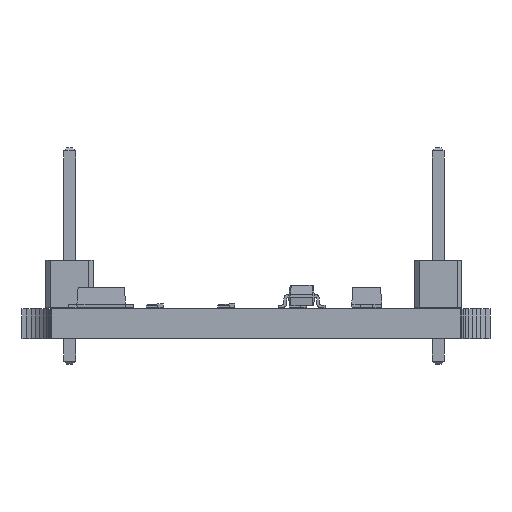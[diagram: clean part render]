
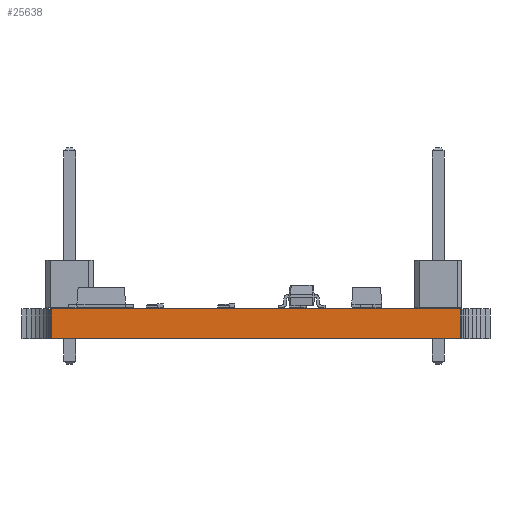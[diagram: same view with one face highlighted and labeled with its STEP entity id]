
A CAD part, front view. The second image highlights one B-rep face of the part: STEP entity #25638.
In plain terms, the highlighted planar face has unit normal (0, -1, 0).
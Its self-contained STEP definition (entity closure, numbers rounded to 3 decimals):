
#19798 = PLANE('',#19799);
#19799 = AXIS2_PLACEMENT_3D('',#19800,#19801,#19802);
#19800 = CARTESIAN_POINT('',(0.,0.,1.6)
  );
#19801 = DIRECTION('',(-0.,-0.,-1.));
#19802 = DIRECTION('',(-1.,0.,0.));
#19852 = PLANE('',#19853);
#19853 = AXIS2_PLACEMENT_3D('',#19854,#19855,#19856);
#19854 = CARTESIAN_POINT('',(0.,0.,0.));
#19855 = DIRECTION('',(-0.,-0.,-1.));
#19856 = DIRECTION('',(-1.,0.,0.));
#20493 = VERTEX_POINT('',#20494);
#20494 = CARTESIAN_POINT('',(10.9,-27.5,0.));
#20508 = PLANE('',#20509);
#20509 = AXIS2_PLACEMENT_3D('',#20510,#20511,#20512);
#20510 = CARTESIAN_POINT('',(10.92,-27.25,0.));
#20511 = DIRECTION('',(0.997,-0.078,0.));
#20512 = DIRECTION('',(-0.078,-0.997,0.));
#20520 = EDGE_CURVE('',#20493,#20521,#20523,.T.);
#20521 = VERTEX_POINT('',#20522);
#20522 = CARTESIAN_POINT('',(-10.9,-27.5,0.));
#20523 = SURFACE_CURVE('',#20524,(#20528,#20535),.PCURVE_S1.);
#20524 = LINE('',#20525,#20526);
#20525 = CARTESIAN_POINT('',(10.9,-27.5,0.));
#20526 = VECTOR('',#20527,1.);
#20527 = DIRECTION('',(-1.,0.,0.));
#20528 = PCURVE('',#19852,#20529);
#20529 = DEFINITIONAL_REPRESENTATION('',(#20530),#20534);
#20530 = LINE('',#20531,#20532);
#20531 = CARTESIAN_POINT('',(-10.9,-27.5));
#20532 = VECTOR('',#20533,1.);
#20533 = DIRECTION('',(1.,0.));
#20534 = ( GEOMETRIC_REPRESENTATION_CONTEXT(2) 
PARAMETRIC_REPRESENTATION_CONTEXT() REPRESENTATION_CONTEXT('2D SPACE',''
  ) );
#20535 = PCURVE('',#20536,#20541);
#20536 = PLANE('',#20537);
#20537 = AXIS2_PLACEMENT_3D('',#20538,#20539,#20540);
#20538 = CARTESIAN_POINT('',(10.9,-27.5,0.));
#20539 = DIRECTION('',(0.,-1.,0.));
#20540 = DIRECTION('',(-1.,0.,0.));
#20541 = DEFINITIONAL_REPRESENTATION('',(#20542),#20546);
#20542 = LINE('',#20543,#20544);
#20543 = CARTESIAN_POINT('',(0.,-0.));
#20544 = VECTOR('',#20545,1.);
#20545 = DIRECTION('',(1.,0.));
#20546 = ( GEOMETRIC_REPRESENTATION_CONTEXT(2) 
PARAMETRIC_REPRESENTATION_CONTEXT() REPRESENTATION_CONTEXT('2D SPACE',''
  ) );
#20564 = PLANE('',#20565);
#20565 = AXIS2_PLACEMENT_3D('',#20566,#20567,#20568);
#20566 = CARTESIAN_POINT('',(-10.9,-27.5,0.));
#20567 = DIRECTION('',(-0.997,-0.078,0.));
#20568 = DIRECTION('',(-0.078,0.997,0.));
#22920 = VERTEX_POINT('',#22921);
#22921 = CARTESIAN_POINT('',(10.9,-27.5,1.6));
#22942 = EDGE_CURVE('',#22920,#22943,#22945,.T.);
#22943 = VERTEX_POINT('',#22944);
#22944 = CARTESIAN_POINT('',(-10.9,-27.5,1.6));
#22945 = SURFACE_CURVE('',#22946,(#22950,#22957),.PCURVE_S1.);
#22946 = LINE('',#22947,#22948);
#22947 = CARTESIAN_POINT('',(10.9,-27.5,1.6));
#22948 = VECTOR('',#22949,1.);
#22949 = DIRECTION('',(-1.,0.,0.));
#22950 = PCURVE('',#19798,#22951);
#22951 = DEFINITIONAL_REPRESENTATION('',(#22952),#22956);
#22952 = LINE('',#22953,#22954);
#22953 = CARTESIAN_POINT('',(-10.9,-27.5));
#22954 = VECTOR('',#22955,1.);
#22955 = DIRECTION('',(1.,0.));
#22956 = ( GEOMETRIC_REPRESENTATION_CONTEXT(2) 
PARAMETRIC_REPRESENTATION_CONTEXT() REPRESENTATION_CONTEXT('2D SPACE',''
  ) );
#22957 = PCURVE('',#20536,#22958);
#22958 = DEFINITIONAL_REPRESENTATION('',(#22959),#22963);
#22959 = LINE('',#22960,#22961);
#22960 = CARTESIAN_POINT('',(0.,-1.6));
#22961 = VECTOR('',#22962,1.);
#22962 = DIRECTION('',(1.,0.));
#22963 = ( GEOMETRIC_REPRESENTATION_CONTEXT(2) 
PARAMETRIC_REPRESENTATION_CONTEXT() REPRESENTATION_CONTEXT('2D SPACE',''
  ) );
#25590 = EDGE_CURVE('',#20493,#22920,#25591,.T.);
#25591 = SURFACE_CURVE('',#25592,(#25596,#25603),.PCURVE_S1.);
#25592 = LINE('',#25593,#25594);
#25593 = CARTESIAN_POINT('',(10.9,-27.5,0.));
#25594 = VECTOR('',#25595,1.);
#25595 = DIRECTION('',(0.,0.,1.));
#25596 = PCURVE('',#20508,#25597);
#25597 = DEFINITIONAL_REPRESENTATION('',(#25598),#25602);
#25598 = LINE('',#25599,#25600);
#25599 = CARTESIAN_POINT('',(0.251,0.));
#25600 = VECTOR('',#25601,1.);
#25601 = DIRECTION('',(0.,-1.));
#25602 = ( GEOMETRIC_REPRESENTATION_CONTEXT(2) 
PARAMETRIC_REPRESENTATION_CONTEXT() REPRESENTATION_CONTEXT('2D SPACE',''
  ) );
#25603 = PCURVE('',#20536,#25604);
#25604 = DEFINITIONAL_REPRESENTATION('',(#25605),#25609);
#25605 = LINE('',#25606,#25607);
#25606 = CARTESIAN_POINT('',(0.,-0.));
#25607 = VECTOR('',#25608,1.);
#25608 = DIRECTION('',(0.,-1.));
#25609 = ( GEOMETRIC_REPRESENTATION_CONTEXT(2) 
PARAMETRIC_REPRESENTATION_CONTEXT() REPRESENTATION_CONTEXT('2D SPACE',''
  ) );
#25638 = ADVANCED_FACE('',(#25639),#20536,.T.);
#25639 = FACE_BOUND('',#25640,.T.);
#25640 = EDGE_LOOP('',(#25641,#25642,#25643,#25664));
#25641 = ORIENTED_EDGE('',*,*,#25590,.T.);
#25642 = ORIENTED_EDGE('',*,*,#22942,.T.);
#25643 = ORIENTED_EDGE('',*,*,#25644,.F.);
#25644 = EDGE_CURVE('',#20521,#22943,#25645,.T.);
#25645 = SURFACE_CURVE('',#25646,(#25650,#25657),.PCURVE_S1.);
#25646 = LINE('',#25647,#25648);
#25647 = CARTESIAN_POINT('',(-10.9,-27.5,0.));
#25648 = VECTOR('',#25649,1.);
#25649 = DIRECTION('',(0.,0.,1.));
#25650 = PCURVE('',#20536,#25651);
#25651 = DEFINITIONAL_REPRESENTATION('',(#25652),#25656);
#25652 = LINE('',#25653,#25654);
#25653 = CARTESIAN_POINT('',(21.8,0.));
#25654 = VECTOR('',#25655,1.);
#25655 = DIRECTION('',(0.,-1.));
#25656 = ( GEOMETRIC_REPRESENTATION_CONTEXT(2) 
PARAMETRIC_REPRESENTATION_CONTEXT() REPRESENTATION_CONTEXT('2D SPACE',''
  ) );
#25657 = PCURVE('',#20564,#25658);
#25658 = DEFINITIONAL_REPRESENTATION('',(#25659),#25663);
#25659 = LINE('',#25660,#25661);
#25660 = CARTESIAN_POINT('',(0.,0.));
#25661 = VECTOR('',#25662,1.);
#25662 = DIRECTION('',(0.,-1.));
#25663 = ( GEOMETRIC_REPRESENTATION_CONTEXT(2) 
PARAMETRIC_REPRESENTATION_CONTEXT() REPRESENTATION_CONTEXT('2D SPACE',''
  ) );
#25664 = ORIENTED_EDGE('',*,*,#20520,.F.);
